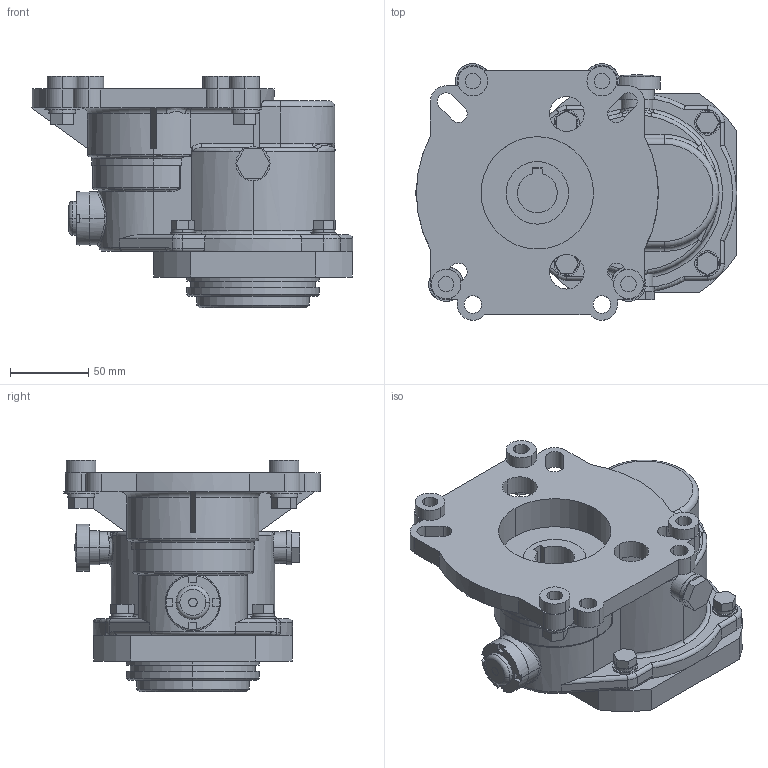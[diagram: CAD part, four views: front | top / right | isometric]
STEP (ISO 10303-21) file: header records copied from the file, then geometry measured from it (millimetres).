
FILE_DESCRIPTION (( 'STEP AP203' ), '1' );
FILE_NAME ('8081.STEP', '2016-11-15T19:06:20', ( '' ), ( '' ), 'SwSTEP 2.0', 'SolidWorks 2016', '' );
FILE_SCHEMA (( 'CONFIG_CONTROL_DESIGN' ));
Length unit declared in the file: millimetre
Products named in the file (5): 31383; 31414; 8081; 76141
Assembly tree (4 placements, depth 2):
  8081
    76141
    8081
    31383
    31414
Bounding box: 205.7 x 164.13 x 147.82 mm (x, y, z)
Volume: 1565013.8 mm3; surface area: 201999.3 mm2
Topology: 4 solids, 4 shells, 646 faces, 1577 edges, 985 vertices
Faces by surface type: plane 280, cylinder 264, torus 39, cone 36, bspline 25, sphere 2
Entity records: 22240 total; most frequent: CARTESIAN_POINT 6118, DIRECTION 3429, ORIENTED_EDGE 3150, EDGE_CURVE 1575, AXIS2_PLACEMENT_3D 1330, VERTEX_POINT 985, LINE 769, VECTOR 769
